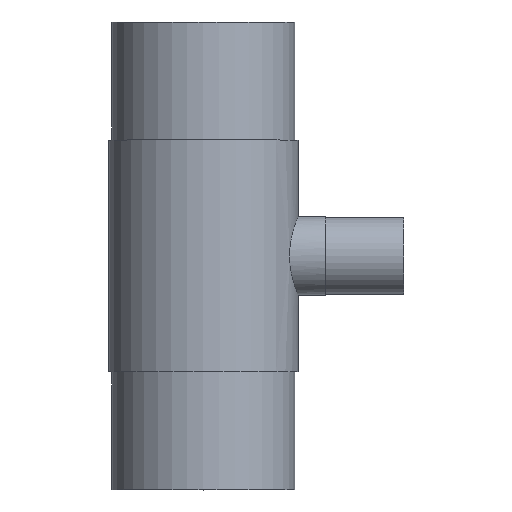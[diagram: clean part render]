
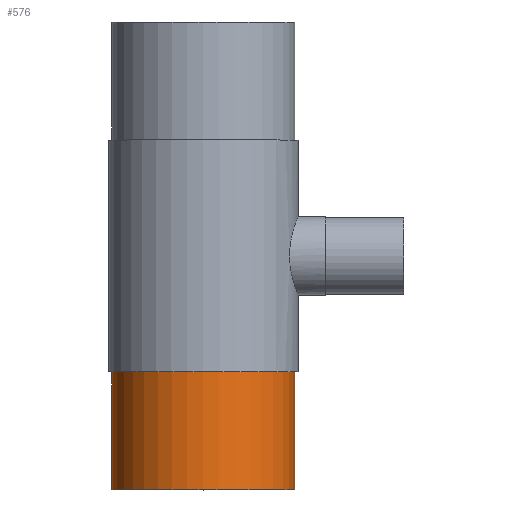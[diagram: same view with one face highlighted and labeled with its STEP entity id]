
A CAD part, top view. The second image highlights one B-rep face of the part: STEP entity #576.
In plain terms, the highlighted cylindrical face has radius 90 mm (diameter 180 mm), a full revolution.
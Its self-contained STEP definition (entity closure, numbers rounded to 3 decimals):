
#535=CARTESIAN_POINT('',(-90.,-114.,0.));
#536=VERTEX_POINT('',#535);
#537=CARTESIAN_POINT('',(0.,-114.,0.));
#538=DIRECTION('',(0.,-1.,0.));
#539=DIRECTION('',(-1.,0.,0.));
#540=AXIS2_PLACEMENT_3D('',#537,#538,#539);
#541=CIRCLE('',#540,90.);
#542=EDGE_CURVE('',#536,#536,#541,.T.);
#552=CARTESIAN_POINT('',(-90.,-230.,0.));
#553=VERTEX_POINT('',#552);
#554=CARTESIAN_POINT('',(0.,-230.,0.));
#555=DIRECTION('',(0.,-1.,0.));
#556=DIRECTION('',(-1.,0.,0.));
#557=AXIS2_PLACEMENT_3D('',#554,#555,#556);
#558=CIRCLE('',#557,90.);
#559=EDGE_CURVE('',#553,#553,#558,.T.);
#560=ORIENTED_EDGE('',*,*,#559,.F.);
#561=CARTESIAN_POINT('',(-90.,-172.,0.));
#562=DIRECTION('',(0.,-1.,0.));
#563=VECTOR('',#562,90.);
#564=LINE('',#561,#563);
#565=EDGE_CURVE('',#536,#553,#564,.T.);
#566=ORIENTED_EDGE('',*,*,#565,.F.);
#567=ORIENTED_EDGE('',*,*,#542,.T.);
#568=ORIENTED_EDGE('',*,*,#565,.T.);
#569=EDGE_LOOP('',(#560,#566,#567,#568));
#570=FACE_OUTER_BOUND('',#569,.T.);
#571=CARTESIAN_POINT('',(0.,-172.,0.));
#572=DIRECTION('',(0.,-1.,0.));
#573=DIRECTION('',(-1.,0.,0.));
#574=AXIS2_PLACEMENT_3D('',#571,#572,#573);
#575=CYLINDRICAL_SURFACE('',#574,90.);
#576=ADVANCED_FACE('',(#570),#575,.T.);
